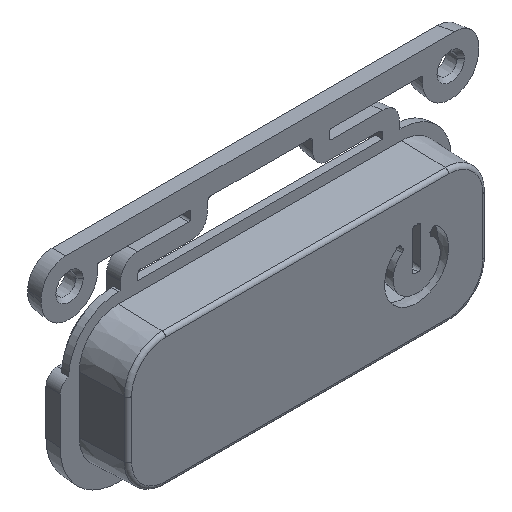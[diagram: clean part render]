
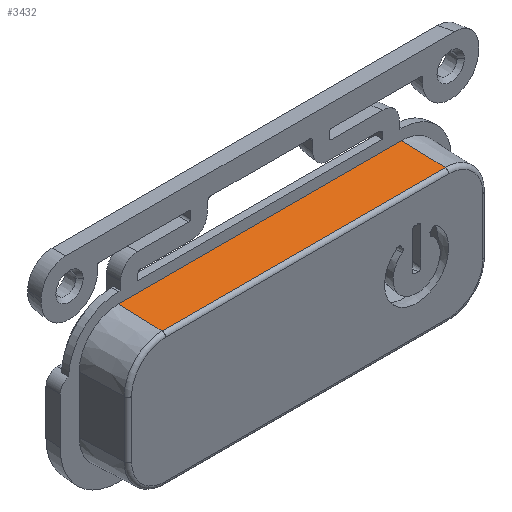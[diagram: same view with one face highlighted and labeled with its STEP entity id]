
A CAD part, isometric view. The second image highlights one B-rep face of the part: STEP entity #3432.
In plain terms, the highlighted planar face has unit normal (0, -0.035, 0.999).
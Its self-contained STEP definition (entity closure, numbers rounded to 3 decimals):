
#74 = VECTOR ( 'NONE', #5296, 1000. ) ;
#171 = LINE ( 'NONE', #5590, #3086 ) ;
#414 = VECTOR ( 'NONE', #3552, 1000. ) ;
#537 = EDGE_CURVE ( 'NONE', #1005, #4808, #6333, .T. ) ;
#843 = ORIENTED_EDGE ( 'NONE', *, *, #6800, .T. ) ;
#859 = CARTESIAN_POINT ( 'NONE',  ( 246.3, -64.5, -149.638 ) ) ;
#988 = CARTESIAN_POINT ( 'NONE',  ( 238.5, -66.807, -149.718 ) ) ;
#1005 = VERTEX_POINT ( 'NONE', #3731 ) ;
#1032 = DIRECTION ( 'NONE',  ( 1., 0., 0. ) ) ;
#1127 = CARTESIAN_POINT ( 'NONE',  ( 253.8, -66.807, -149.718 ) ) ;
#1638 = EDGE_LOOP ( 'NONE', ( #6606, #3762, #5161, #843 ) ) ;
#1769 = FACE_OUTER_BOUND ( 'NONE', #1638, .T. ) ;
#2072 = VECTOR ( 'NONE', #1032, 1000. ) ;
#2263 = DIRECTION ( 'NONE',  ( 0., 0.999, 0.035 ) ) ;
#2633 = CARTESIAN_POINT ( 'NONE',  ( 238.5, -67.05, -149.727 ) ) ;
#3086 = VECTOR ( 'NONE', #2263, 1000. ) ;
#3166 = LINE ( 'NONE', #859, #74 ) ;
#3206 = DIRECTION ( 'NONE',  ( 1., 0., 0. ) ) ;
#3432 = ADVANCED_FACE ( 'NONE', ( #1769 ), #5391, .T. ) ;
#3552 = DIRECTION ( 'NONE',  ( 0., 0.999, 0.035 ) ) ;
#3575 = CARTESIAN_POINT ( 'NONE',  ( 238.8, -65.75, -149.681 ) ) ;
#3731 = CARTESIAN_POINT ( 'NONE',  ( 238.8, -66.807, -149.718 ) ) ;
#3762 = ORIENTED_EDGE ( 'NONE', *, *, #537, .T. ) ;
#4099 = VERTEX_POINT ( 'NONE', #6599 ) ;
#4730 = VERTEX_POINT ( 'NONE', #5471 ) ;
#4808 = VERTEX_POINT ( 'NONE', #1127 ) ;
#5161 = ORIENTED_EDGE ( 'NONE', *, *, #5307, .T. ) ;
#5296 = DIRECTION ( 'NONE',  ( -1., 0., 0. ) ) ;
#5307 = EDGE_CURVE ( 'NONE', #4808, #4730, #171, .T. ) ;
#5391 = PLANE ( 'NONE',  #5406 ) ;
#5406 = AXIS2_PLACEMENT_3D ( 'NONE', #2633, #6504, #3206 ) ;
#5471 = CARTESIAN_POINT ( 'NONE',  ( 253.8, -64.5, -149.638 ) ) ;
#5590 = CARTESIAN_POINT ( 'NONE',  ( 253.8, -65.75, -149.681 ) ) ;
#6115 = LINE ( 'NONE', #3575, #414 ) ;
#6333 = LINE ( 'NONE', #988, #2072 ) ;
#6504 = DIRECTION ( 'NONE',  ( 0., -0.035, 0.999 ) ) ;
#6599 = CARTESIAN_POINT ( 'NONE',  ( 238.8, -64.5, -149.638 ) ) ;
#6606 = ORIENTED_EDGE ( 'NONE', *, *, #6732, .F. ) ;
#6732 = EDGE_CURVE ( 'NONE', #1005, #4099, #6115, .T. ) ;
#6800 = EDGE_CURVE ( 'NONE', #4730, #4099, #3166, .T. ) ;
